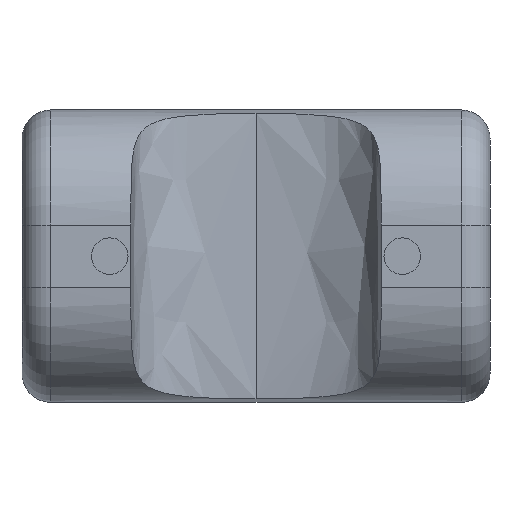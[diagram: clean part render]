
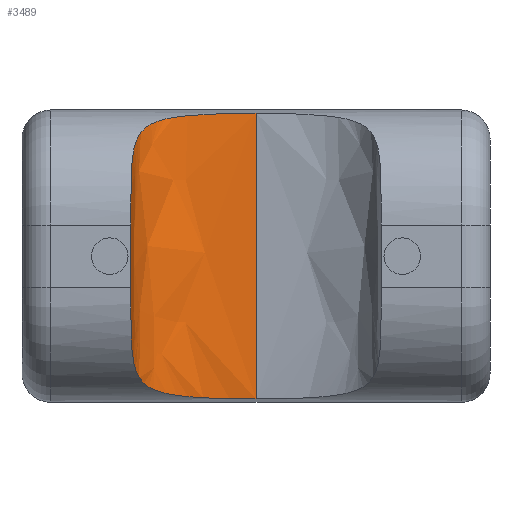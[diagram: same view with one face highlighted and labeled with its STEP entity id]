
A CAD part, front view. The second image highlights one B-rep face of the part: STEP entity #3489.
In plain terms, the highlighted free-form (B-spline) face has degree [3, 1] with [4, 2] control points.
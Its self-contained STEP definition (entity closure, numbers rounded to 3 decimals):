
#66 = LINE ( 'NONE', #2995, #3236 ) ;
#91 = CARTESIAN_POINT ( 'NONE',  ( 3.374, 1.494, 0.064 ) ) ;
#122 = CARTESIAN_POINT ( 'NONE',  ( 2.401, 1.17, 0.18 ) ) ;
#205 = CARTESIAN_POINT ( 'NONE',  ( 2.396, 1.167, 4.899 ) ) ;
#227 = CARTESIAN_POINT ( 'NONE',  ( 1.894, 0.112, 3.761 ) ) ;
#254 = CARTESIAN_POINT ( 'NONE',  ( 1.896, 0.179, 3.924 ) ) ;
#456 = CARTESIAN_POINT ( 'NONE',  ( 2.059, 0.829, 0.373 ) ) ;
#477 = EDGE_CURVE ( 'NONE', #1983, #1769, #1660, .T. ) ;
#478 = CARTESIAN_POINT ( 'NONE',  ( 1.913, 0.35, 0.857 ) ) ;
#527 = CARTESIAN_POINT ( 'NONE',  ( 2.206, 1.007, 4.818 ) ) ;
#529 = B_SPLINE_CURVE_WITH_KNOTS ( 'NONE', 3,
 ( #2417, #1740, #1704, #3730, #1717, #478, #1433, #2054, #456, #2108, #2730, #122, #3995, #3017, #739, #91, #3691, #3067 ),
 .UNSPECIFIED., .F., .F.,
 ( 4, 2, 2, 2, 2, 2, 2, 2, 4 ),
 ( 0., 0.001, 0.001, 0.002, 0.002, 0.002, 0.003, 0.003, 0.004 ),
 .UNSPECIFIED. ) ;
#566 = CARTESIAN_POINT ( 'NONE',  ( 1.893, 0., 3.08 ) ) ;
#596 = CARTESIAN_POINT ( 'NONE',  ( 1.981, 0.634, 4.543 ) ) ;
#607 = CARTESIAN_POINT ( 'NONE',  ( 4.065, 1.52, 5.051 ) ) ;
#660 = CARTESIAN_POINT ( 'NONE',  ( 4.065, 1.52, 0.058 ) ) ;
#739 = CARTESIAN_POINT ( 'NONE',  ( 2.871, 1.381, 0.098 ) ) ;
#767 = CARTESIAN_POINT ( 'NONE',  ( 3.374, 1.479, 5.011 ) ) ;
#768 = EDGE_CURVE ( 'NONE', #1790, #1562, #66, .T. ) ;
#856 = EDGE_CURVE ( 'NONE', #1562, #1769, #1442, .T. ) ;
#888 = CARTESIAN_POINT ( 'NONE',  ( 2.468, 1.211, 4.918 ) ) ;
#989 = ORIENTED_EDGE ( 'NONE', *, *, #768, .T. ) ;
#1162 = CARTESIAN_POINT ( 'NONE',  ( 1.893, 0., 2. ) ) ;
#1423 = CARTESIAN_POINT ( 'NONE',  ( 2.697, 1.326, 4.965 ) ) ;
#1433 = CARTESIAN_POINT ( 'NONE',  ( 1.927, 0.457, 0.717 ) ) ;
#1442 = B_SPLINE_CURVE_WITH_KNOTS ( 'NONE', 3,
 ( #2779, #2388, #3723, #767, #2062, #1756, #1423, #888, #205, #2180, #527, #3135, #1559, #1576, #596, #1510, #1906, #254, #227, #1838, #3530, #566 ),
 .UNSPECIFIED., .F., .F.,
 ( 4, 2, 2, 2, 2, 2, 2, 2, 2, 2, 4 ),
 ( 0., 0.001, 0.001, 0.002, 0.002, 0.002, 0.002, 0.003, 0.003, 0.004, 0.004 ),
 .UNSPECIFIED. ) ;
#1510 = CARTESIAN_POINT ( 'NONE',  ( 1.927, 0.455, 4.362 ) ) ;
#1559 = CARTESIAN_POINT ( 'NONE',  ( 2.067, 0.823, 4.699 ) ) ;
#1562 = VERTEX_POINT ( 'NONE', #2974 ) ;
#1576 = CARTESIAN_POINT ( 'NONE',  ( 2.004, 0.696, 4.599 ) ) ;
#1643 = CARTESIAN_POINT ( 'NONE',  ( 1.893, 0., 3.08 ) ) ;
#1660 = LINE ( 'NONE', #2989, #2089 ) ;
#1704 = CARTESIAN_POINT ( 'NONE',  ( 1.892, 0.023, 1.654 ) ) ;
#1717 = CARTESIAN_POINT ( 'NONE',  ( 1.896, 0.179, 1.156 ) ) ;
#1740 = CARTESIAN_POINT ( 'NONE',  ( 1.893, 0., 1.825 ) ) ;
#1756 = CARTESIAN_POINT ( 'NONE',  ( 2.863, 1.379, 4.982 ) ) ;
#1769 = VERTEX_POINT ( 'NONE', #1643 ) ;
#1790 = VERTEX_POINT ( 'NONE', #660 ) ;
#1838 = CARTESIAN_POINT ( 'NONE',  ( 1.892, 0.023, 3.428 ) ) ;
#1906 = CARTESIAN_POINT ( 'NONE',  ( 1.913, 0.35, 4.223 ) ) ;
#1909 = ORIENTED_EDGE ( 'NONE', *, *, #2181, .T. ) ;
#1916 = CARTESIAN_POINT ( 'NONE',  ( 1.893, 0., 5.051 ) ) ;
#1977 = CARTESIAN_POINT ( 'NONE',  ( 2.201, 1.499, 0.029 ) ) ;
#1983 = VERTEX_POINT ( 'NONE', #1162 ) ;
#2054 = CARTESIAN_POINT ( 'NONE',  ( 1.999, 0.695, 0.475 ) ) ;
#2062 = CARTESIAN_POINT ( 'NONE',  ( 3.202, 1.456, 5.005 ) ) ;
#2089 = VECTOR ( 'NONE', #3050, 1000. ) ;
#2108 = CARTESIAN_POINT ( 'NONE',  ( 2.21, 1.012, 0.26 ) ) ;
#2180 = CARTESIAN_POINT ( 'NONE',  ( 2.265, 1.065, 4.849 ) ) ;
#2181 = EDGE_CURVE ( 'NONE', #1983, #1790, #529, .T. ) ;
#2388 = CARTESIAN_POINT ( 'NONE',  ( 3.891, 1.518, 5.021 ) ) ;
#2417 = CARTESIAN_POINT ( 'NONE',  ( 1.893, 0., 2. ) ) ;
#2730 = CARTESIAN_POINT ( 'NONE',  ( 2.268, 1.068, 0.229 ) ) ;
#2735 = ORIENTED_EDGE ( 'NONE', *, *, #856, .T. ) ;
#2779 = CARTESIAN_POINT ( 'NONE',  ( 4.065, 1.52, 5.022 ) ) ;
#2931 = CARTESIAN_POINT ( 'NONE',  ( 2.201, 1.499, 5.051 ) ) ;
#2974 = CARTESIAN_POINT ( 'NONE',  ( 4.065, 1.52, 5.022 ) ) ;
#2989 = CARTESIAN_POINT ( 'NONE',  ( 1.893, 0., 0. ) ) ;
#2995 = CARTESIAN_POINT ( 'NONE',  ( 4.065, 1.52, 0. ) ) ;
#3017 = CARTESIAN_POINT ( 'NONE',  ( 2.703, 1.328, 0.114 ) ) ;
#3050 = DIRECTION ( 'NONE',  ( 0., 0., 1. ) ) ;
#3067 = CARTESIAN_POINT ( 'NONE',  ( 4.065, 1.52, 0.058 ) ) ;
#3135 = CARTESIAN_POINT ( 'NONE',  ( 2.108, 0.887, 4.743 ) ) ;
#3202 = EDGE_LOOP ( 'NONE', ( #1909, #989, #2735, #3409 ) ) ;
#3210 = FACE_OUTER_BOUND ( 'NONE', #3202, .T. ) ;
#3236 = VECTOR ( 'NONE', #3957, 1000. ) ;
#3256 = CARTESIAN_POINT ( 'NONE',  ( 1.893, 0., 0.029 ) ) ;
#3409 = ORIENTED_EDGE ( 'NONE', *, *, #477, .F. ) ;
#3489 = ADVANCED_FACE ( 'NONE', ( #3210 ), #3570, .F. ) ;
#3530 = CARTESIAN_POINT ( 'NONE',  ( 1.893, 0., 3.254 ) ) ;
#3546 = CARTESIAN_POINT ( 'NONE',  ( 1.893, 0.859, 5.051 ) ) ;
#3570 = B_SPLINE_SURFACE_WITH_KNOTS ( 'NONE', 3, 1, ( 
 ( #4188, #607 ),
 ( #1977, #2931 ),
 ( #3902, #3546 ),
 ( #3256, #1916 ) ),
 .UNSPECIFIED., .F., .F., .F.,
 ( 4, 4 ),
 ( 2, 2 ),
 ( 0., 1. ),
 ( 0., 1. ),
 .UNSPECIFIED. ) ;
#3691 = CARTESIAN_POINT ( 'NONE',  ( 3.719, 1.516, 0.059 ) ) ;
#3723 = CARTESIAN_POINT ( 'NONE',  ( 3.718, 1.511, 5.019 ) ) ;
#3730 = CARTESIAN_POINT ( 'NONE',  ( 1.894, 0.112, 1.316 ) ) ;
#3902 = CARTESIAN_POINT ( 'NONE',  ( 1.893, 0.859, 0.029 ) ) ;
#3957 = DIRECTION ( 'NONE',  ( 0., 0., 1. ) ) ;
#3995 = CARTESIAN_POINT ( 'NONE',  ( 2.474, 1.214, 0.16 ) ) ;
#4188 = CARTESIAN_POINT ( 'NONE',  ( 4.065, 1.52, 0.029 ) ) ;
